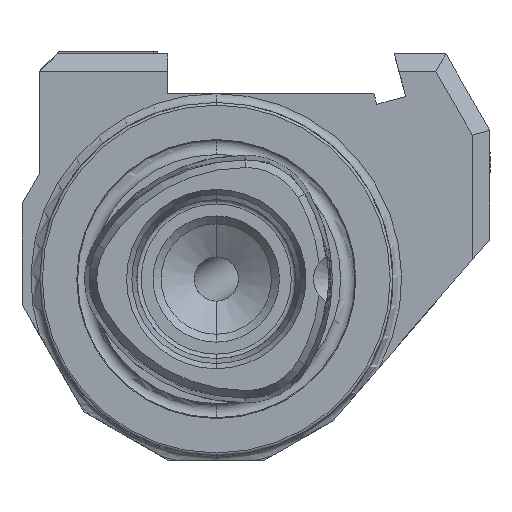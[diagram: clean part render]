
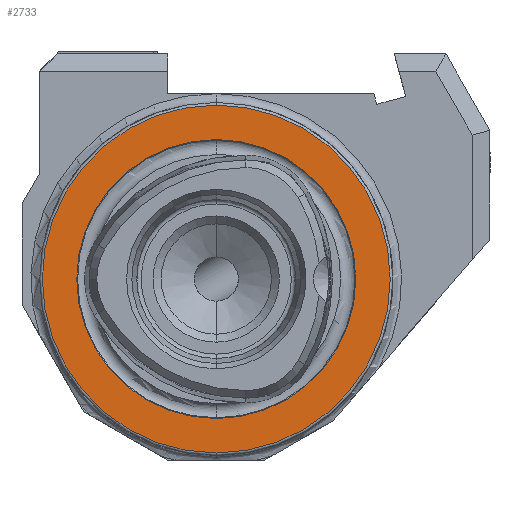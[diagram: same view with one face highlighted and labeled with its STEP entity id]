
A CAD part, left-side view. The second image highlights one B-rep face of the part: STEP entity #2733.
In plain terms, the highlighted planar face has unit normal (-1, 0, 0).
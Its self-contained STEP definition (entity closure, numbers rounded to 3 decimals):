
#747 = CARTESIAN_POINT ( 'NONE',  ( 0., 0., 0. ) ) ;
#1063 = CARTESIAN_POINT ( 'NONE',  ( 0., 0., 15.8 ) ) ;
#1666 = CARTESIAN_POINT ( 'NONE',  ( 0., 15.8, 0. ) ) ;
#1867 = VERTEX_POINT ( 'NONE', #8506 ) ;
#1963 = DIRECTION ( 'NONE',  ( -1., 0., 0. ) ) ;
#2173 = CARTESIAN_POINT ( 'NONE',  ( 0., 0., 0. ) ) ;
#2489 = VERTEX_POINT ( 'NONE', #12858 ) ;
#2530 = AXIS2_PLACEMENT_3D ( 'NONE', #7329, #7185, #13264 ) ;
#2561 = EDGE_CURVE ( 'NONE', #1867, #2489, #6132, .T. ) ;
#2733 = ADVANCED_FACE ( 'NONE', ( #15062, #14683 ), #14969, .F. ) ;
#3162 = CARTESIAN_POINT ( 'NONE',  ( 0., 0., 0. ) ) ;
#3430 = VERTEX_POINT ( 'NONE', #1063 ) ;
#3757 = DIRECTION ( 'NONE',  ( -1., 0., 0. ) ) ;
#3856 = ORIENTED_EDGE ( 'NONE', *, *, #6391, .F. ) ;
#3862 = AXIS2_PLACEMENT_3D ( 'NONE', #1666, #4433, #6761 ) ;
#4173 = DIRECTION ( 'NONE',  ( 0., 0., 1. ) ) ;
#4277 = EDGE_CURVE ( 'NONE', #3430, #5964, #10188, .T. ) ;
#4433 = DIRECTION ( 'NONE',  ( 1., 0., 0. ) ) ;
#5728 = EDGE_LOOP ( 'NONE', ( #8058, #3856 ) ) ;
#5964 = VERTEX_POINT ( 'NONE', #13796 ) ;
#6132 = CIRCLE ( 'NONE', #2530, 19.7 ) ;
#6286 = CIRCLE ( 'NONE', #9074, 15.8 ) ;
#6391 = EDGE_CURVE ( 'NONE', #5964, #3430, #6286, .T. ) ;
#6761 = DIRECTION ( 'NONE',  ( 0., 0., -1. ) ) ;
#7185 = DIRECTION ( 'NONE',  ( -1., 0., 0. ) ) ;
#7329 = CARTESIAN_POINT ( 'NONE',  ( 0., 0., 0. ) ) ;
#7726 = CIRCLE ( 'NONE', #12686, 19.7 ) ;
#8058 = ORIENTED_EDGE ( 'NONE', *, *, #4277, .F. ) ;
#8506 = CARTESIAN_POINT ( 'NONE',  ( 0., 0., -19.7 ) ) ;
#9074 = AXIS2_PLACEMENT_3D ( 'NONE', #3162, #11276, #4173 ) ;
#9722 = DIRECTION ( 'NONE',  ( 0., 0., 1. ) ) ;
#10188 = CIRCLE ( 'NONE', #10921, 15.8 ) ;
#10493 = ORIENTED_EDGE ( 'NONE', *, *, #11257, .T. ) ;
#10921 = AXIS2_PLACEMENT_3D ( 'NONE', #2173, #3757, #9722 ) ;
#11257 = EDGE_CURVE ( 'NONE', #2489, #1867, #7726, .T. ) ;
#11276 = DIRECTION ( 'NONE',  ( -1., 0., 0. ) ) ;
#12064 = EDGE_LOOP ( 'NONE', ( #10493, #15097 ) ) ;
#12686 = AXIS2_PLACEMENT_3D ( 'NONE', #747, #1963, #13856 ) ;
#12858 = CARTESIAN_POINT ( 'NONE',  ( 0., 0., 19.7 ) ) ;
#13264 = DIRECTION ( 'NONE',  ( 0., 0., 1. ) ) ;
#13796 = CARTESIAN_POINT ( 'NONE',  ( 0., 0., -15.8 ) ) ;
#13856 = DIRECTION ( 'NONE',  ( 0., 0., 1. ) ) ;
#14683 = FACE_OUTER_BOUND ( 'NONE', #12064, .T. ) ;
#14969 = PLANE ( 'NONE',  #3862 ) ;
#15062 = FACE_BOUND ( 'NONE', #5728, .T. ) ;
#15097 = ORIENTED_EDGE ( 'NONE', *, *, #2561, .T. ) ;
